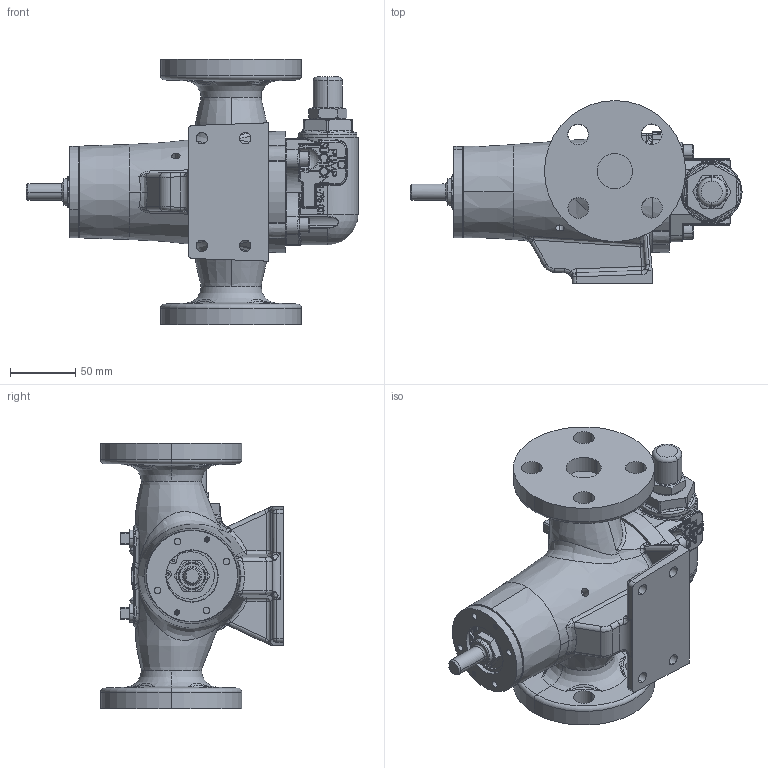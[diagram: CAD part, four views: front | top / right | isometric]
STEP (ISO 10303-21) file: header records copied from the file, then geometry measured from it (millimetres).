
FILE_DESCRIPTION (( 'STEP AP214' ), '1' );
FILE_NAME ('GV-1409.STEP', '2019-05-24T16:27:26', ( '' ), ( '' ), 'SwSTEP 2.0', 'SolidWorks 2018', '' );
FILE_SCHEMA (( 'AUTOMOTIVE_DESIGN' ));
Length unit declared in the file: inch
Products named in the file (1): GV-1409
Bounding box: 254.09 x 139.7 x 203.2 mm (x, y, z)
Volume: 1640733 mm3; surface area: 164098.7 mm2
Topology: 1 solids, 1 shells, 1588 faces, 4282 edges, 2850 vertices
Faces by surface type: plane 690, bspline 400, cylinder 304, cone 119, sphere 38, torus 37
Entity records: 99416 total; most frequent: CARTESIAN_POINT 52419, ORIENTED_EDGE 8488, DIRECTION 6324, EDGE_CURVE 4244, VERTEX_POINT 2849, VECTOR 2220, LINE 2220, AXIS2_PLACEMENT_3D 2052
